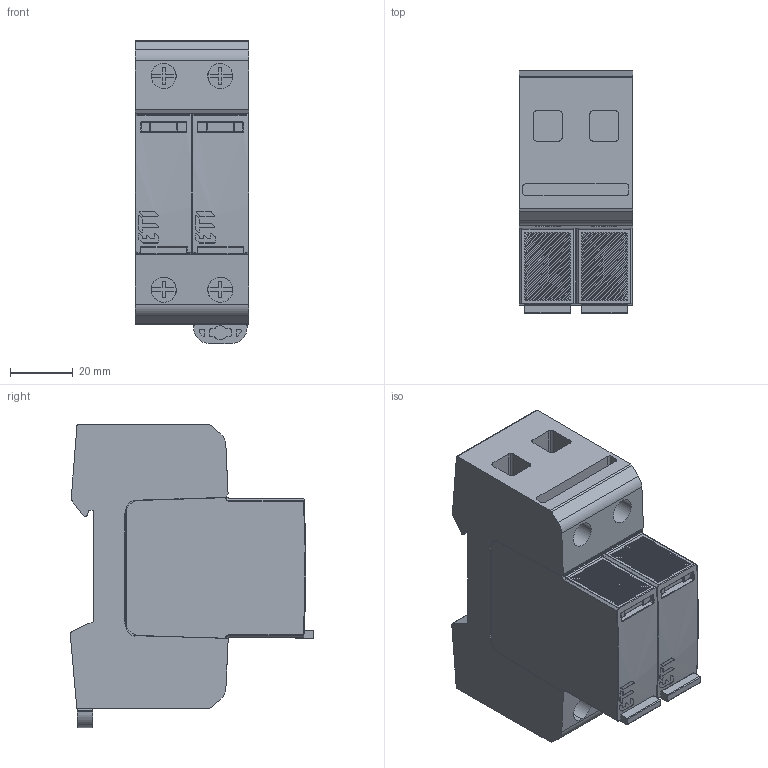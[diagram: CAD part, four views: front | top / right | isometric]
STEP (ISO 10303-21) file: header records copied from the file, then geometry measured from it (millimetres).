
FILE_DESCRIPTION((''),'2;1');
FILE_NAME('ETIMAT_ML_30_ASM','2021-10-25T',('marketing.praksa'),('Audax d.o.o.'),'CREO PARAMETRIC BY PTC INC, 2017480','CREO PARAMETRIC BY PTC INC, 2017480','');
FILE_SCHEMA(('AUTOMOTIVE_DESIGN { 1 0 10303 214 1 1 1 1 }'));
Length unit declared in the file: millimetre
Products named in the file (17): IZ59_A569_MOD_ETITEC_ML_T123__1; PRT0018_1; PRT0019_1_1; PRT0019_1_2; PRT0019_1_3; PRT0019_1_ASM; PRT9567; ETITEC_ML_MODU_ASM_1_ASM; SCREW_1; PRT0020_1; 4XSCR_ASM; PRT0021; PRT0022; VIJA_ASM; PRT0017_1_2; PRT0017; ETIMAT_ML_30_ASM
Assembly tree (17 placements, depth 4):
  ETIMAT_ML_30_ASM
    ETITEC_ML_MODU_ASM_1_ASM  x2
      IZ59_A569_MOD_ETITEC_ML_T123__1
      PRT0018_1
      PRT0019_1_ASM
        PRT0019_1_1
        PRT0019_1_2
        PRT0019_1_3
      PRT9567
    4XSCR_ASM
      SCREW_1
      PRT0020_1
    VIJA_ASM
      PRT0021
      PRT0022
    PRT0017_1_2
    PRT0017
Bounding box: 36 x 77.28 x 96.23 mm (x, y, z)
Volume: 179160 mm3; surface area: 49067.5 mm2
Topology: 18 solids, 22 shells, 1364 faces, 3805 edges, 2568 vertices
Faces by surface type: plane 682, cylinder 524, bspline 50, torus 44, sphere 34, extrusion 22, cone 8
Entity records: 37648 total; most frequent: CARTESIAN_POINT 7824, ORIENTED_EDGE 4406, DIRECTION 4324, EDGE_CURVE 2203, PRESENTATION_STYLE_ASSIGNMENT 1628, STYLED_ITEM 1628, AXIS2_PLACEMENT_3D 1546, VERTEX_POINT 1502
